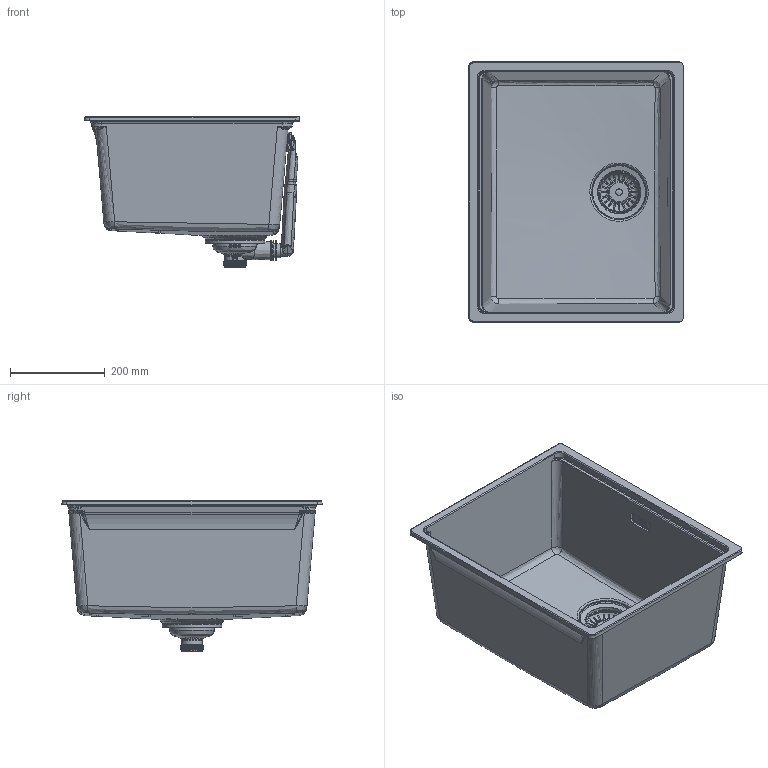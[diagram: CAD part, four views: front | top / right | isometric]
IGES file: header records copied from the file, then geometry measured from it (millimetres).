
Global section: file name: 20253581_ipt_000; native system: Autodesk Inventor 2023; preprocessor: unknown; date: 20230619.181120; units: millimetre
Bounding box: 453.2 x 549.17 x 318.09 mm (x, y, z)
Volume: 5348565.7 mm3; surface area: 1320279.7 mm2
Topology: 4 solids, 9 shells, 2333 faces, 6467 edges, 4203 vertices
Faces by surface type: bspline 2333
